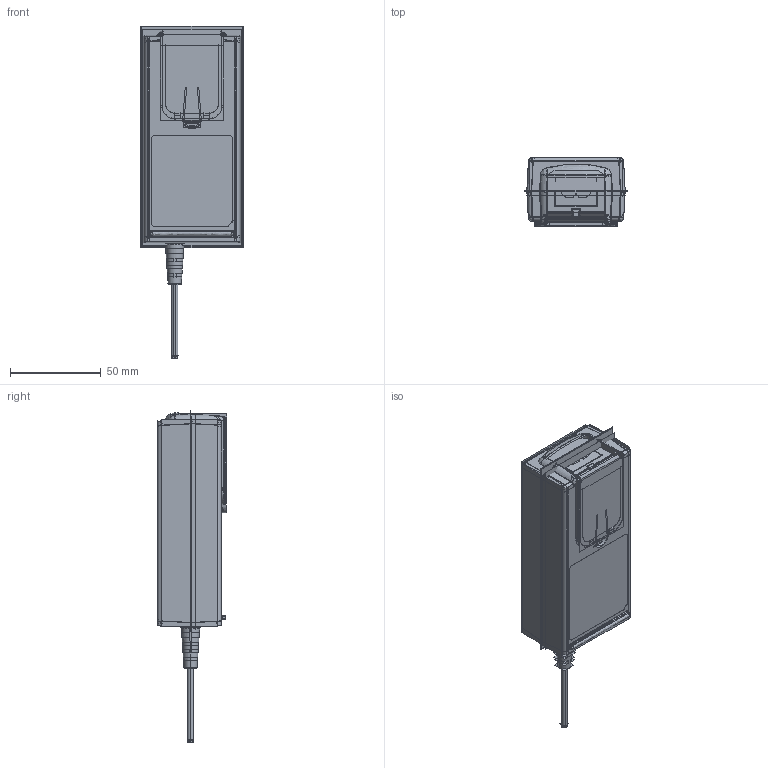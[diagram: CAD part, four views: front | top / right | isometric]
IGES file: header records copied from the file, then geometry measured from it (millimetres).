
Start section:  PTC IGES file: GTM96605-R2.igs
Global section: file name: GTM96605-R2.igs; native system: Creo Parametric by PTC Inc.; preprocessor: 2018050; author: rd05; organization: Unknown; date: 20201207.151506; units: millimetre
Bounding box: 56.26 x 38.14 x 182.74 mm (x, y, z)
Surface area: 268766.3 mm2 (no closed solid volume)
Topology: 0 solids, 0 shells, 2476 faces, 35571 edges, 46432 vertices
Faces by surface type: bspline 1458, revolution 1010, extrusion 8
